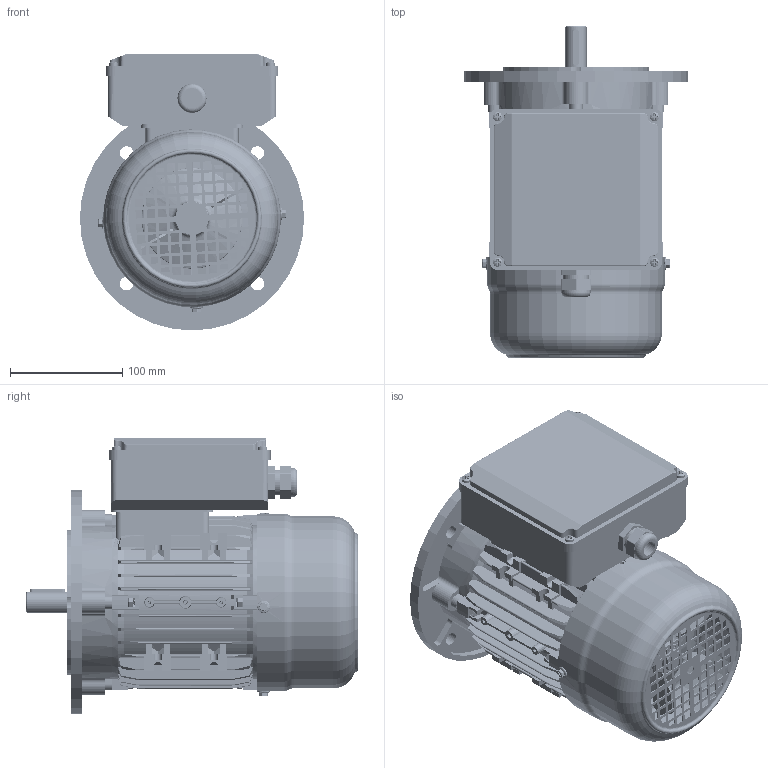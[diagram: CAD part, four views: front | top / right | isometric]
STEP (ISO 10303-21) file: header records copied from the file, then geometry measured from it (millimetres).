
FILE_DESCRIPTION (( 'STEP AP203' ), '1' );
FILE_NAME ('ML 80 B5.STEP', '2022-11-25T01:11:19', ( 'Sky123.Org' ), ( 'Sky123.Org' ), 'SwSTEP 2.0', 'SolidWorks 2008', '' );
FILE_SCHEMA (( 'CONFIG_CONTROL_DESIGN' ));
Products named in the file (26): MS80后端盖 _默认; MS8024转子_默认; AO80-4风叶_默认; Φ20轴用挡圈(204)_默认; 80-100接线板_默认; M4-14_默认; MS80 B5端盖_默认; M20螺套1_默认; M4-12_默认; ML 80 B5; MS80机壳_默认; 6204轴承_默认; M5X20内六角螺钉_默认; Φ5_默认; M5螺母(无螺纹)_默认; 80#油封(20×34×7)_默认; 80-6｡ﾁ32_ﾄｬﾈﾏ; 80-100座橡胶垫_默认; M5-12_默认; 16-25μF_默认; ML80接线盒座_默认; ML80接线盒盖_默认; 50-100μF_默认; 80#双层短边风罩_默认; M4_默认; M5X30内六角螺钉 _默认
Assembly tree (52 placements, depth 2):
  ML 80 B5
    ML80接线盒座_默认
    Φ20轴用挡圈(204)_默认
    80#油封(20×34×7)_默认  x2
    6204轴承_默认  x2
    M4-14_默认  x2
    M4-12_默认  x4
    50-100μF_默认
    Φ5_默认  x8
    M5X30内六角螺钉 _默认  x7
    AO80-4风叶_默认
    16-25μF_默认
    M4_默认  x3
    MS80 B5端盖_默认
    M5螺母(无螺纹)_默认  x7
    M5-12_默认
    MS8024转子_默认
    80#双层短边风罩_默认
    80-6｡ﾁ32_ﾄｬﾈﾏ
    80-100接线板_默认
    M20螺套1_默认
    ML80接线盒盖_默认
    80-100座橡胶垫_默认
    M5X20内六角螺钉_默认
    MS80机壳_默认
    MS80后端盖 _默认
Bounding box: 200 x 295.85 x 247 mm (x, y, z)
Volume: 1776840.1 mm3; surface area: 820979.4 mm2
Topology: 52 solids, 52 shells, 4075 faces, 10922 edges, 7121 vertices
Faces by surface type: plane 1865, cylinder 1520, cone 322, bspline 201, torus 149, sphere 18
Entity records: 156669 total; most frequent: CARTESIAN_POINT 66306, ORIENTED_EDGE 18868, DIRECTION 17443, EDGE_CURVE 9434, AXIS2_PLACEMENT_3D 6315, VERTEX_POINT 6179, VECTOR 4813, LINE 4813
